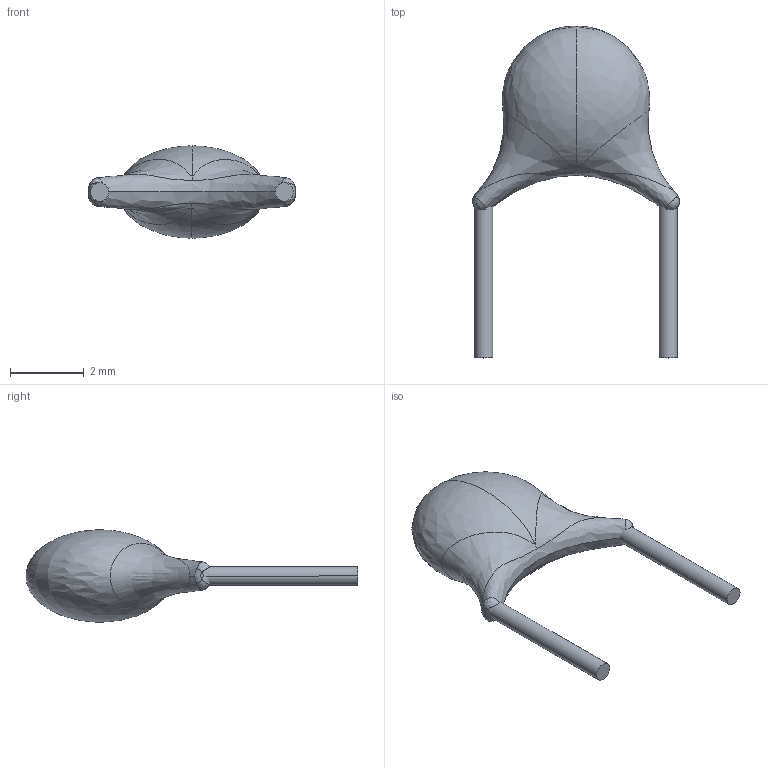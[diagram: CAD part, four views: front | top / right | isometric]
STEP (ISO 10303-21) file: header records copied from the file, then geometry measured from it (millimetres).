
FILE_DESCRIPTION(('FreeCAD Model'),'2;1');
FILE_NAME('CER_050.STEP', '2018-10-07T20:55:21',('Author'),(''), 'Open CASCADE STEP processor 7.2','FreeCAD','Unknown');
FILE_SCHEMA(('AUTOMOTIVE_DESIGN { 1 0 10303 214 1 1 1 1 }'));
Length unit declared in the file: millimetre
Products named in the file (3): User_Library_Cap_ceramic_F_5mm; User_Library-Cap_ceramic_F=5mm_case; User_Library-Cap_ceramic_F=5mm__X2_043D043E0436043A0438_X0_
Assembly tree (2 placements, depth 2):
  User_Library_Cap_ceramic_F_5mm
    User_Library-Cap_ceramic_F=5mm_case
    User_Library-Cap_ceramic_F=5mm__X2_043D043E0436043A0438_X0_
Bounding box: 5.6 x 9 x 2.5 mm (x, y, z)
Volume: 26.1 mm3; surface area: 63 mm2
Topology: 3 solids, 3 shells, 24 faces, 83 edges, 129 vertices
Faces by surface type: bspline 14, plane 6, cylinder 4
Entity records: 6423 total; most frequent: CARTESIAN_POINT 5242, B_SPLINE_CURVE_WITH_KNOTS 114, DIRECTION 106, ORIENTED_EDGE 102, PCURVE 102, DEFINITIONAL_REPRESENTATION 102, EDGE_CURVE 51, SURFACE_CURVE 51
